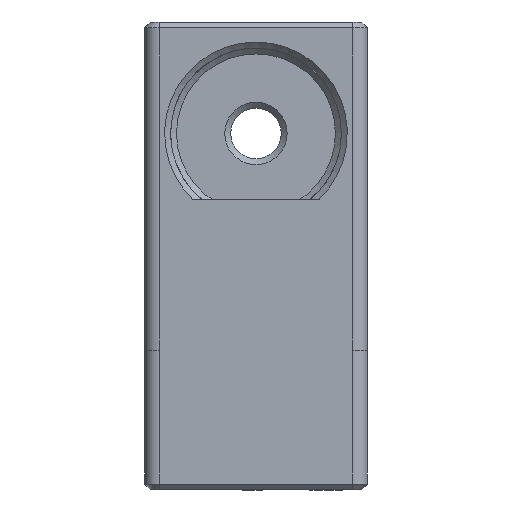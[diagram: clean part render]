
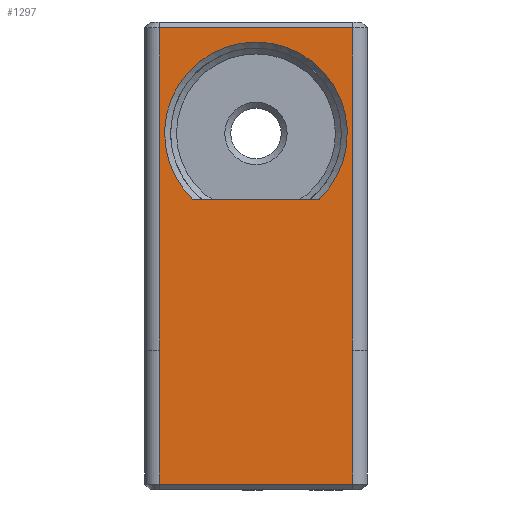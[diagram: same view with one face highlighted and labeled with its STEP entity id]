
A CAD part, front view. The second image highlights one B-rep face of the part: STEP entity #1297.
In plain terms, the highlighted planar face has unit normal (0, -1, 0).
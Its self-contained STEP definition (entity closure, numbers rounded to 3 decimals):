
#73=FACE_BOUND('',#235,.T.);
#97=PLANE('',#1425);
#153=FACE_OUTER_BOUND('',#234,.T.);
#234=EDGE_LOOP('',(#1102,#1103,#1104,#1105,#1106,#1107,#1108,#1109));
#235=EDGE_LOOP('',(#1110,#1111));
#293=CIRCLE('',#1403,6.15);
#346=LINE('',#2034,#461);
#368=LINE('',#2179,#483);
#385=LINE('',#5149,#500);
#392=LINE('',#5163,#507);
#393=LINE('',#5164,#508);
#394=LINE('',#5166,#509);
#395=LINE('',#5167,#510);
#396=LINE('',#5169,#511);
#397=LINE('',#5170,#512);
#461=VECTOR('',#1579,1000.);
#483=VECTOR('',#1649,1000.);
#500=VECTOR('',#1712,1000.);
#507=VECTOR('',#1725,1000.);
#508=VECTOR('',#1726,1000.);
#509=VECTOR('',#1727,1000.);
#510=VECTOR('',#1728,1000.);
#511=VECTOR('',#1729,1000.);
#512=VECTOR('',#1730,1000.);
#579=VERTEX_POINT('',#2005);
#588=VERTEX_POINT('',#2031);
#610=VERTEX_POINT('',#2174);
#611=VERTEX_POINT('',#2178);
#636=VERTEX_POINT('',#5146);
#637=VERTEX_POINT('',#5148);
#640=VERTEX_POINT('',#5161);
#641=VERTEX_POINT('',#5162);
#642=VERTEX_POINT('',#5165);
#643=VERTEX_POINT('',#5168);
#726=EDGE_CURVE('',#588,#579,#346,.T.);
#761=EDGE_CURVE('',#610,#611,#368,.T.);
#766=EDGE_CURVE('',#611,#610,#293,.T.);
#800=EDGE_CURVE('',#636,#637,#385,.T.);
#808=EDGE_CURVE('',#640,#641,#392,.T.);
#809=EDGE_CURVE('',#637,#640,#393,.T.);
#810=EDGE_CURVE('',#642,#636,#394,.T.);
#811=EDGE_CURVE('',#579,#642,#395,.T.);
#812=EDGE_CURVE('',#643,#588,#396,.T.);
#813=EDGE_CURVE('',#641,#643,#397,.T.);
#1102=ORIENTED_EDGE('',*,*,#808,.F.);
#1103=ORIENTED_EDGE('',*,*,#809,.F.);
#1104=ORIENTED_EDGE('',*,*,#800,.F.);
#1105=ORIENTED_EDGE('',*,*,#810,.F.);
#1106=ORIENTED_EDGE('',*,*,#811,.F.);
#1107=ORIENTED_EDGE('',*,*,#726,.F.);
#1108=ORIENTED_EDGE('',*,*,#812,.F.);
#1109=ORIENTED_EDGE('',*,*,#813,.F.);
#1110=ORIENTED_EDGE('',*,*,#766,.F.);
#1111=ORIENTED_EDGE('',*,*,#761,.F.);
#1297=ADVANCED_FACE('',(#153,#73),#97,.T.);
#1403=AXIS2_PLACEMENT_3D('',#2189,#1657,#1658);
#1425=AXIS2_PLACEMENT_3D('',#5160,#1723,#1724);
#1579=DIRECTION('',(1.,0.,0.));
#1649=DIRECTION('',(1.,0.,0.));
#1657=DIRECTION('center_axis',(0.,-1.,0.));
#1658=DIRECTION('ref_axis',(-1.,0.,0.));
#1712=DIRECTION('',(0.,0.,-1.));
#1723=DIRECTION('center_axis',(0.,-1.,0.));
#1724=DIRECTION('ref_axis',(-1.,0.,0.));
#1725=DIRECTION('',(0.,0.,1.));
#1726=DIRECTION('',(-1.,0.,0.));
#1727=DIRECTION('',(0.,0.,-1.));
#1728=DIRECTION('',(0.,0.,-1.));
#1729=DIRECTION('',(0.,0.,1.));
#1730=DIRECTION('',(0.,0.,1.));
#2005=CARTESIAN_POINT('',(113.998,-115.,296.8));
#2031=CARTESIAN_POINT('',(100.998,-115.,296.8));
#2034=CARTESIAN_POINT('',(114.998,-115.,296.8));
#2174=CARTESIAN_POINT('',(103.255,-115.,285.248));
#2178=CARTESIAN_POINT('',(111.742,-115.,285.248));
#2179=CARTESIAN_POINT('',(111.742,-115.,285.248));
#2189=CARTESIAN_POINT('Origin',(107.498,-115.,289.7));
#5146=CARTESIAN_POINT('',(113.998,-115.,275.1));
#5148=CARTESIAN_POINT('',(114.002,-115.,266.1));
#5149=CARTESIAN_POINT('',(114.002,-115.,282.2));
#5160=CARTESIAN_POINT('Origin',(115.002,-115.,282.2));
#5161=CARTESIAN_POINT('',(101.002,-115.,266.1));
#5162=CARTESIAN_POINT('',(100.998,-115.,275.1));
#5163=CARTESIAN_POINT('',(101.002,-115.,286.2));
#5164=CARTESIAN_POINT('',(115.002,-115.,266.1));
#5165=CARTESIAN_POINT('',(114.002,-115.,276.7));
#5166=CARTESIAN_POINT('',(114.002,-115.,282.2));
#5167=CARTESIAN_POINT('',(113.998,-115.,282.2));
#5168=CARTESIAN_POINT('',(101.002,-115.,276.7));
#5169=CARTESIAN_POINT('',(100.998,-115.,286.2));
#5170=CARTESIAN_POINT('',(101.002,-115.,286.2));
